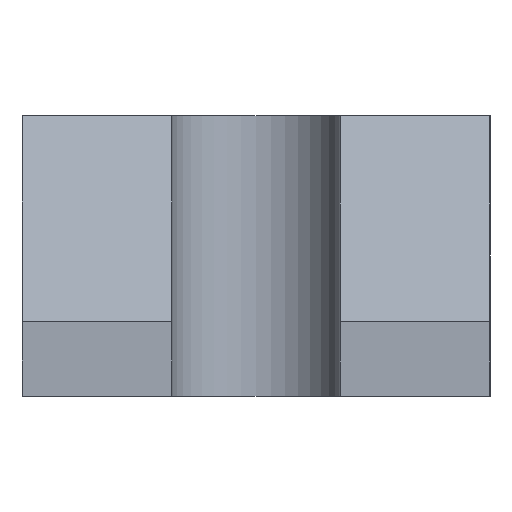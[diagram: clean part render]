
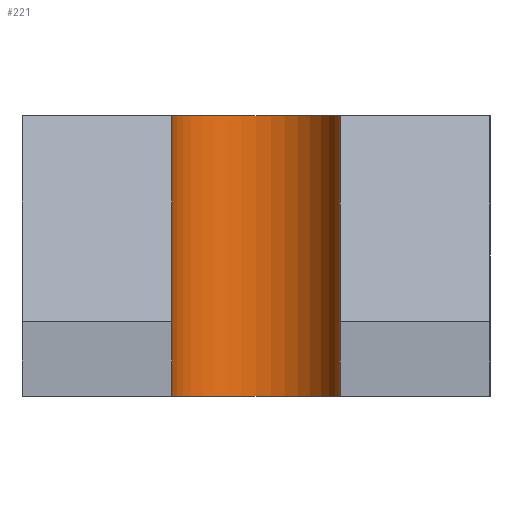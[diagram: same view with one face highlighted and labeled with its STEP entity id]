
A CAD part, left-side view. The second image highlights one B-rep face of the part: STEP entity #221.
In plain terms, the highlighted cylindrical face has radius 4.5 mm (diameter 9 mm), a partial arc.
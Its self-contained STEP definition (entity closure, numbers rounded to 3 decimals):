
#4 = EDGE_CURVE ( 'NONE', #331, #26, #403, .T. ) ;
#6 = DIRECTION ( 'NONE',  ( 0., 0., -1. ) ) ;
#26 = VERTEX_POINT ( 'NONE', #41 ) ;
#41 = CARTESIAN_POINT ( 'NONE',  ( 0., -4.5, 15. ) ) ;
#58 = LINE ( 'NONE', #101, #416 ) ;
#68 = CARTESIAN_POINT ( 'NONE',  ( 0., 0., 0. ) ) ;
#70 = VECTOR ( 'NONE', #6, 1000. ) ;
#71 = ORIENTED_EDGE ( 'NONE', *, *, #4, .F. ) ;
#79 = EDGE_CURVE ( 'NONE', #473, #331, #58, .T. ) ;
#101 = CARTESIAN_POINT ( 'NONE',  ( 0., 4.5, 0. ) ) ;
#109 = ORIENTED_EDGE ( 'NONE', *, *, #234, .T. ) ;
#117 = FACE_OUTER_BOUND ( 'NONE', #301, .T. ) ;
#120 = AXIS2_PLACEMENT_3D ( 'NONE', #310, #373, #158 ) ;
#134 = AXIS2_PLACEMENT_3D ( 'NONE', #68, #222, #358 ) ;
#158 = DIRECTION ( 'NONE',  ( 0., 1., 0. ) ) ;
#200 = LINE ( 'NONE', #339, #70 ) ;
#211 = CARTESIAN_POINT ( 'NONE',  ( 0., -4.5, 0. ) ) ;
#221 = ADVANCED_FACE ( 'NONE', ( #117 ), #365, .F. ) ;
#222 = DIRECTION ( 'NONE',  ( 0., 0., -1. ) ) ;
#234 = EDGE_CURVE ( 'NONE', #473, #426, #309, .T. ) ;
#248 = ORIENTED_EDGE ( 'NONE', *, *, #347, .F. ) ;
#295 = CARTESIAN_POINT ( 'NONE',  ( 0., 0., 0. ) ) ;
#301 = EDGE_LOOP ( 'NONE', ( #109, #248, #71, #369 ) ) ;
#309 = CIRCLE ( 'NONE', #134, 4.5 ) ;
#310 = CARTESIAN_POINT ( 'NONE',  ( 0., 0., 15. ) ) ;
#331 = VERTEX_POINT ( 'NONE', #407 ) ;
#339 = CARTESIAN_POINT ( 'NONE',  ( 0., -4.5, 0. ) ) ;
#347 = EDGE_CURVE ( 'NONE', #26, #426, #200, .T. ) ;
#352 = DIRECTION ( 'NONE',  ( 0., 0., 1. ) ) ;
#358 = DIRECTION ( 'NONE',  ( 0., 1., 0. ) ) ;
#365 = CYLINDRICAL_SURFACE ( 'NONE', #368, 4.5 ) ;
#368 = AXIS2_PLACEMENT_3D ( 'NONE', #295, #402, #476 ) ;
#369 = ORIENTED_EDGE ( 'NONE', *, *, #79, .F. ) ;
#373 = DIRECTION ( 'NONE',  ( 0., 0., -1. ) ) ;
#388 = CARTESIAN_POINT ( 'NONE',  ( 0., 4.5, 0. ) ) ;
#402 = DIRECTION ( 'NONE',  ( 0., 0., 1. ) ) ;
#403 = CIRCLE ( 'NONE', #120, 4.5 ) ;
#407 = CARTESIAN_POINT ( 'NONE',  ( 0., 4.5, 15. ) ) ;
#416 = VECTOR ( 'NONE', #352, 1000. ) ;
#426 = VERTEX_POINT ( 'NONE', #211 ) ;
#473 = VERTEX_POINT ( 'NONE', #388 ) ;
#476 = DIRECTION ( 'NONE',  ( 0., 1., 0. ) ) ;
